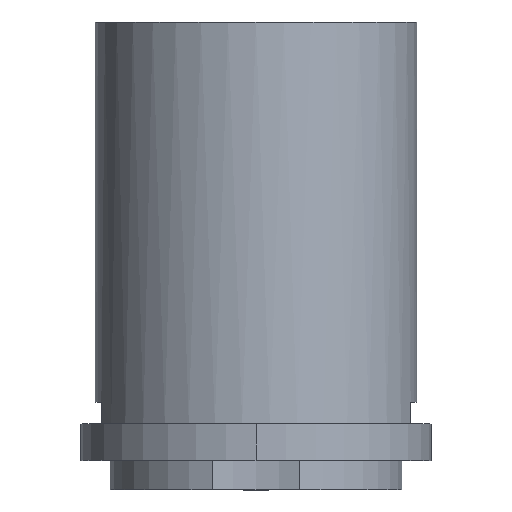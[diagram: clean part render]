
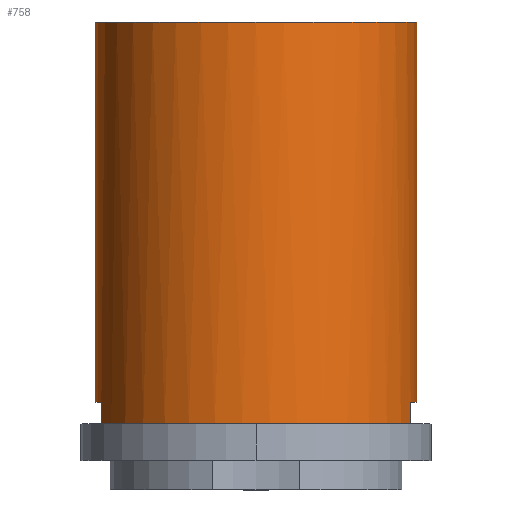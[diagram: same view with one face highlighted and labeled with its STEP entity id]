
A CAD part, top view. The second image highlights one B-rep face of the part: STEP entity #758.
In plain terms, the highlighted cylindrical face has radius 11 mm (diameter 22 mm), a partial arc.
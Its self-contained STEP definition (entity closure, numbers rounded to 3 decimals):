
#64=DIRECTION('',(0.,1.,0.));
#65=VECTOR('',#64,26.);
#66=CARTESIAN_POINT('',(11.,4.,0.));
#67=LINE('',#66,#65);
#250=CARTESIAN_POINT('',(0.,2.5,0.));
#251=DIRECTION('',(0.,-1.,0.));
#252=DIRECTION('',(0.962,0.,0.273));
#253=AXIS2_PLACEMENT_3D('',#250,#251,#252);
#255=DIRECTION('',(0.,1.,0.));
#256=VECTOR('',#255,1.5);
#257=CARTESIAN_POINT('',(-10.583,2.5,3.));
#258=LINE('',#257,#256);
#259=CARTESIAN_POINT('',(0.,4.,0.));
#260=DIRECTION('',(0.,1.,0.));
#261=DIRECTION('',(-1.,0.,0.));
#262=AXIS2_PLACEMENT_3D('',#259,#260,#261);
#264=DIRECTION('',(0.,1.,0.));
#265=VECTOR('',#264,26.);
#266=CARTESIAN_POINT('',(-11.,4.,0.));
#267=LINE('',#266,#265);
#268=CARTESIAN_POINT('',(0.,4.,0.));
#269=DIRECTION('',(0.,1.,0.));
#270=DIRECTION('',(0.962,0.,0.273));
#271=AXIS2_PLACEMENT_3D('',#268,#269,#270);
#273=DIRECTION('',(0.,1.,0.));
#274=VECTOR('',#273,1.5);
#275=CARTESIAN_POINT('',(10.583,2.5,3.));
#276=LINE('',#275,#274);
#282=CARTESIAN_POINT('',(0.,30.,0.));
#283=DIRECTION('',(0.,1.,0.));
#284=DIRECTION('',(-1.,0.,0.));
#285=AXIS2_PLACEMENT_3D('',#282,#283,#284);
#315=CARTESIAN_POINT('',(11.,30.,0.));
#316=CARTESIAN_POINT('',(-11.,30.,0.));
#317=VERTEX_POINT('',#315);
#318=VERTEX_POINT('',#316);
#339=CARTESIAN_POINT('',(11.,4.,0.));
#341=VERTEX_POINT('',#339);
#344=CARTESIAN_POINT('',(-11.,4.,0.));
#346=VERTEX_POINT('',#344);
#347=CARTESIAN_POINT('',(-10.583,4.,3.));
#348=VERTEX_POINT('',#347);
#349=CARTESIAN_POINT('',(10.583,4.,3.));
#350=VERTEX_POINT('',#349);
#387=CARTESIAN_POINT('',(10.583,2.5,3.));
#388=CARTESIAN_POINT('',(-10.583,2.5,3.));
#389=VERTEX_POINT('',#387);
#390=VERTEX_POINT('',#388);
#742=CARTESIAN_POINT('',(0.,0.,0.));
#743=DIRECTION('',(0.,1.,0.));
#744=DIRECTION('',(1.,0.,0.));
#745=AXIS2_PLACEMENT_3D('',#742,#743,#744);
#746=CYLINDRICAL_SURFACE('',#745,11.);
#747=ORIENTED_EDGE('',*,*,#474,.T.);
#748=ORIENTED_EDGE('',*,*,#721,.T.);
#749=ORIENTED_EDGE('',*,*,#560,.F.);
#750=ORIENTED_EDGE('',*,*,#528,.T.);
#752=ORIENTED_EDGE('',*,*,#751,.T.);
#753=ORIENTED_EDGE('',*,*,#524,.F.);
#754=ORIENTED_EDGE('',*,*,#549,.F.);
#755=ORIENTED_EDGE('',*,*,#734,.F.);
#756=EDGE_LOOP('',(#747,#748,#749,#750,#752,#753,#754,#755));
#757=FACE_OUTER_BOUND('',#756,.F.);
#758=ADVANCED_FACE('',(#757),#746,.T.);
#254=CIRCLE('',#253,11.);
#263=CIRCLE('',#262,11.);
#272=CIRCLE('',#271,11.);
#286=CIRCLE('',#285,11.);
#474=EDGE_CURVE('',#389,#390,#254,.T.);
#524=EDGE_CURVE('',#341,#317,#67,.T.);
#528=EDGE_CURVE('',#346,#318,#267,.T.);
#549=EDGE_CURVE('',#350,#341,#272,.T.);
#560=EDGE_CURVE('',#346,#348,#263,.T.);
#721=EDGE_CURVE('',#390,#348,#258,.T.);
#734=EDGE_CURVE('',#389,#350,#276,.T.);
#751=EDGE_CURVE('',#318,#317,#286,.T.);
